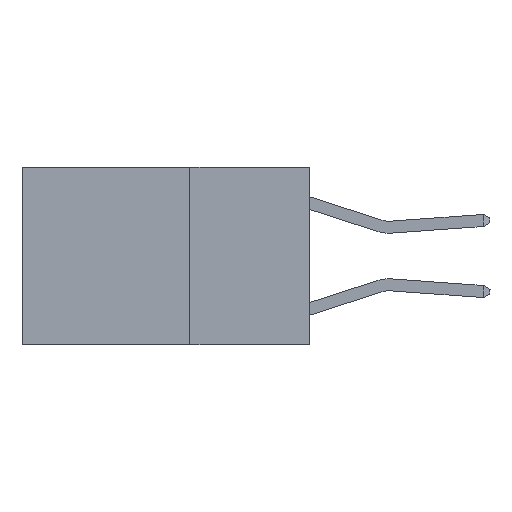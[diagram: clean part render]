
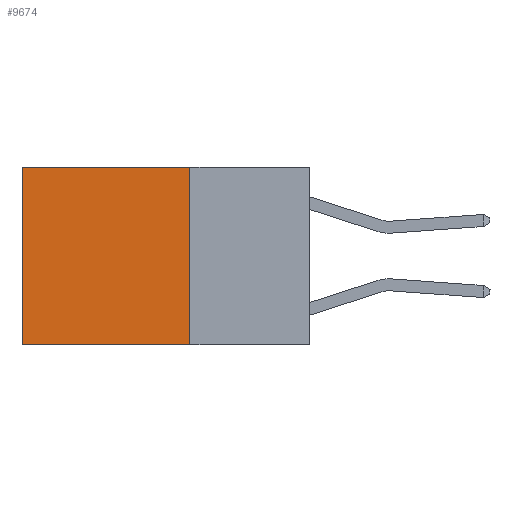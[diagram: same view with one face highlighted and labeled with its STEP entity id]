
A CAD part, left-side view. The second image highlights one B-rep face of the part: STEP entity #9674.
In plain terms, the highlighted planar face has unit normal (-1, 0, 0).
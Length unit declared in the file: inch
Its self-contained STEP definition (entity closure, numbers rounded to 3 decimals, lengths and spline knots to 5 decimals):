
#776 = CARTESIAN_POINT ( 'NONE',  ( 0.2625, 0.25, 0. ) ) ;
#860 = EDGE_CURVE ( 'NONE', #11093, #2740, #10291, .T. ) ;
#2225 = CARTESIAN_POINT ( 'NONE',  ( 0.2625, 0.6, 0. ) ) ;
#2254 = DIRECTION ( 'NONE',  ( 0., 1., 0. ) ) ;
#2541 = ORIENTED_EDGE ( 'NONE', *, *, #15917, .F. ) ;
#2740 = VERTEX_POINT ( 'NONE', #17606 ) ;
#3367 = ORIENTED_EDGE ( 'NONE', *, *, #17990, .T. ) ;
#3766 = DIRECTION ( 'NONE',  ( 0., 0., -1. ) ) ;
#3849 = CARTESIAN_POINT ( 'NONE',  ( 0.2625, 0.25, 0. ) ) ;
#4366 = CARTESIAN_POINT ( 'NONE',  ( 0.2625, 0.25, -0.37 ) ) ;
#4398 = ORIENTED_EDGE ( 'NONE', *, *, #860, .T. ) ;
#5501 = PLANE ( 'NONE',  #8705 ) ;
#6448 = LINE ( 'NONE', #776, #12783 ) ;
#7802 = DIRECTION ( 'NONE',  ( 0., 0., -1. ) ) ;
#7993 = VERTEX_POINT ( 'NONE', #16815 ) ;
#8705 = AXIS2_PLACEMENT_3D ( 'NONE', #3849, #9359, #3766 ) ;
#9011 = DIRECTION ( 'NONE',  ( 0., 0., -1. ) ) ;
#9359 = DIRECTION ( 'NONE',  ( 1., 0., 0. ) ) ;
#9674 = ADVANCED_FACE ( 'NONE', ( #15136 ), #5501, .F. ) ;
#10264 = DIRECTION ( 'NONE',  ( 0., 1., 0. ) ) ;
#10291 = LINE ( 'NONE', #2225, #12166 ) ;
#10314 = VECTOR ( 'NONE', #2254, 39.37008 ) ;
#10379 = CARTESIAN_POINT ( 'NONE',  ( 0.2625, 0.6, 0. ) ) ;
#11093 = VERTEX_POINT ( 'NONE', #10379 ) ;
#12086 = VECTOR ( 'NONE', #10264, 39.37008 ) ;
#12166 = VECTOR ( 'NONE', #7802, 39.37008 ) ;
#12389 = ORIENTED_EDGE ( 'NONE', *, *, #15421, .F. ) ;
#12783 = VECTOR ( 'NONE', #9011, 39.37008 ) ;
#13188 = LINE ( 'NONE', #13360, #12086 ) ;
#13337 = LINE ( 'NONE', #17311, #10314 ) ;
#13360 = CARTESIAN_POINT ( 'NONE',  ( 0.2625, 0.25, 0. ) ) ;
#13613 = VERTEX_POINT ( 'NONE', #4366 ) ;
#15136 = FACE_OUTER_BOUND ( 'NONE', #16126, .T. ) ;
#15421 = EDGE_CURVE ( 'NONE', #13613, #2740, #13337, .T. ) ;
#15917 = EDGE_CURVE ( 'NONE', #7993, #13613, #6448, .T. ) ;
#16126 = EDGE_LOOP ( 'NONE', ( #4398, #12389, #2541, #3367 ) ) ;
#16815 = CARTESIAN_POINT ( 'NONE',  ( 0.2625, 0.25, 0. ) ) ;
#17311 = CARTESIAN_POINT ( 'NONE',  ( 0.2625, 0.25, -0.37 ) ) ;
#17606 = CARTESIAN_POINT ( 'NONE',  ( 0.2625, 0.6, -0.37 ) ) ;
#17990 = EDGE_CURVE ( 'NONE', #7993, #11093, #13188, .T. ) ;
